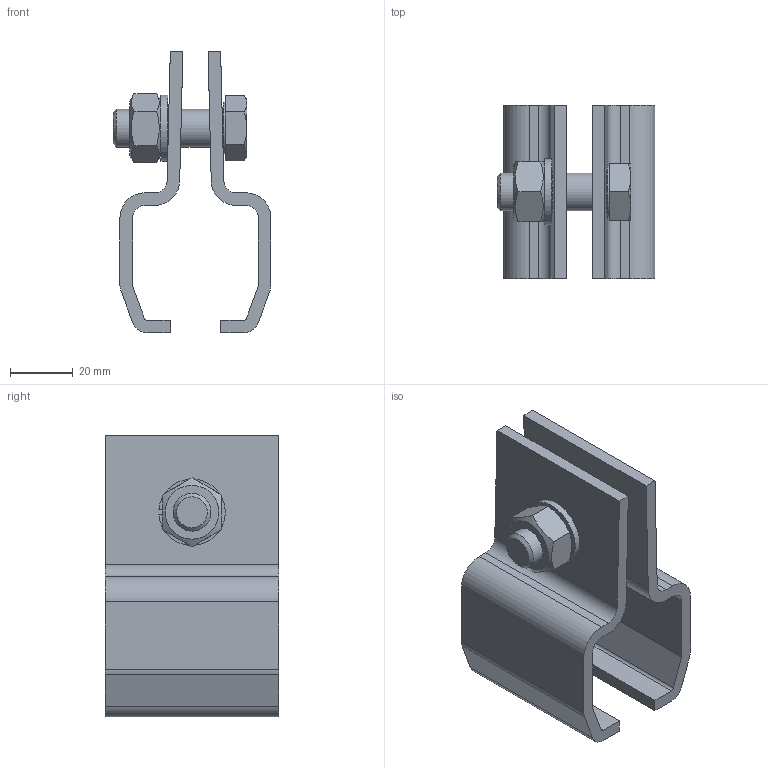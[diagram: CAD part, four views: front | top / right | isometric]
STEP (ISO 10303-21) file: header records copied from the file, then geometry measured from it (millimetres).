
FILE_DESCRIPTION(('STEP AP214'),'1');
FILE_NAME('PMH Klämma 1308.stp','2013-08-13T09:33:02',(' '),(' '),'Spatial InterOp 3D',' ',' ');
FILE_SCHEMA(('automotive_design'));
Length unit declared in the file: millimetre
Products named in the file (6): PMH Profilskena klamma 1308; Part5; Part4; Part3; Part2; Part1
Assembly tree (5 placements, depth 2):
  PMH Profilskena klamma 1308
    Part5
    Part4
    Part3
    Part2
    Part1
Bounding box: 50.2 x 55 x 89.5 mm (x, y, z)
Volume: 54679.8 mm3; surface area: 30205.1 mm2
Topology: 5 solids, 5 shells, 85 faces, 209 edges, 136 vertices
Faces by surface type: plane 50, cylinder 23, cone 11, torus 1
Full cylindrical faces by diameter (mm): 10.106 x1, 12 x1, 13 x2, 16.63 x1
Entity records: 3407 total; most frequent: CARTESIAN_POINT 629, DIRECTION 412, ORIENTED_EDGE 392, EDGE_CURVE 196, AXIS2_PLACEMENT_3D 149, VERTEX_POINT 134, LINE 114, VECTOR 114
